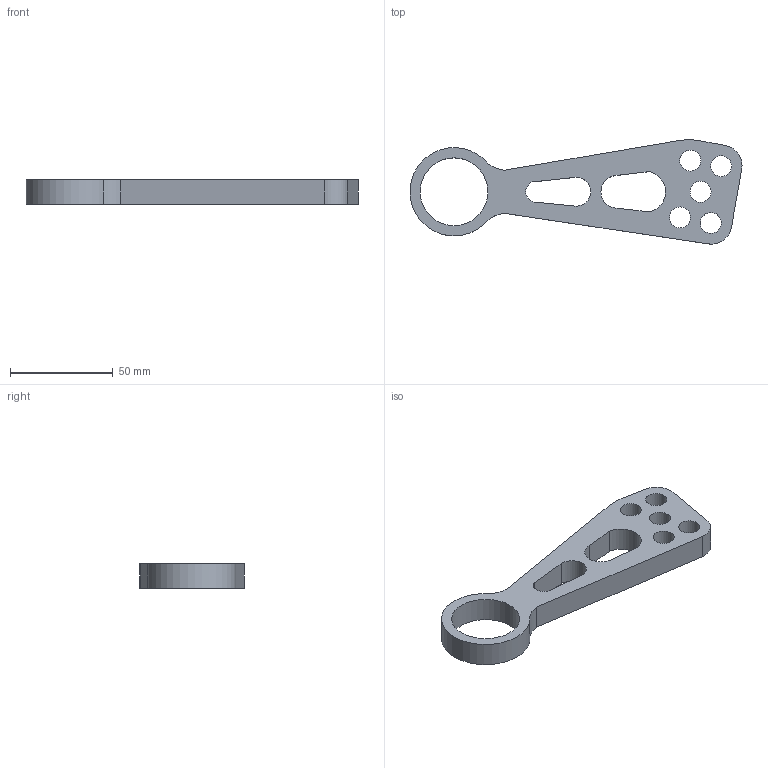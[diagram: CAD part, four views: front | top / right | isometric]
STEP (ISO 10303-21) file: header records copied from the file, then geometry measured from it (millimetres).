
FILE_DESCRIPTION(('FreeCAD Model'),'2;1');
FILE_NAME( 'biellette rd07a.step' ,'2020-03-07T16:09:07',('Author'),(''), 'Open CASCADE STEP processor 7.3','FreeCAD','Unknown');
FILE_SCHEMA(('AUTOMOTIVE_DESIGN { 1 0 10303 214 1 1 1 1 }'));
Length unit declared in the file: millimetre
Products named in the file (1): Evidement_petit_et_grand
Bounding box: 161.62 x 50.79 x 12 mm (x, y, z)
Volume: 44566.9 mm3; surface area: 17226.7 mm2
Topology: 1 solids, 1 shells, 26 faces, 72 edges, 48 vertices
Faces by surface type: cylinder 16, plane 10
Full cylindrical faces by diameter (mm): 10.2 x5, 33 x1
Entity records: 1841 total; most frequent: CARTESIAN_POINT 323, DIRECTION 290, ORIENTED_EDGE 144, LINE 144, VECTOR 144, PCURVE 144, DEFINITIONAL_REPRESENTATION 144, EDGE_CURVE 72
